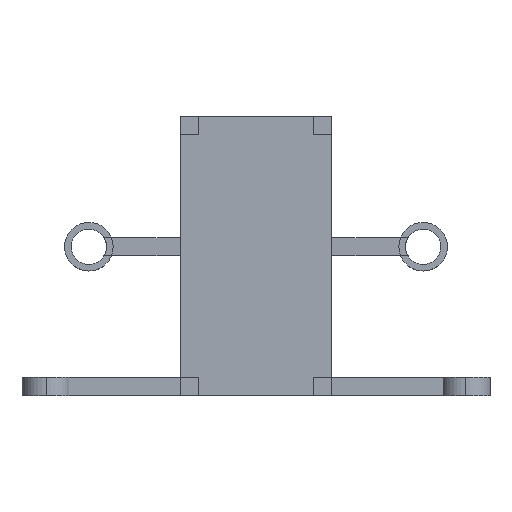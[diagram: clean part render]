
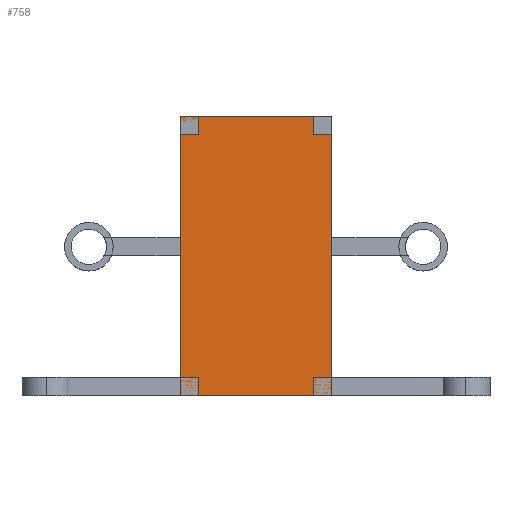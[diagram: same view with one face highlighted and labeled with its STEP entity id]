
A CAD part, top view. The second image highlights one B-rep face of the part: STEP entity #758.
In plain terms, the highlighted planar face has unit normal (0, 0, 1).
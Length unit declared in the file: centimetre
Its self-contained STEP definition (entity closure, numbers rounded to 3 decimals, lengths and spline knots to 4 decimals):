
#6 = EDGE_CURVE ( 'NONE', #2408, #1363, #623, .T. ) ;
#31 = ORIENTED_EDGE ( 'NONE', *, *, #6, .T. ) ;
#88 = ORIENTED_EDGE ( 'NONE', *, *, #397, .T. ) ;
#100 = CARTESIAN_POINT ( 'NONE',  ( 5., -0.6, 4.4 ) ) ;
#112 = LINE ( 'NONE', #315, #2071 ) ;
#133 = EDGE_CURVE ( 'NONE', #1303, #691, #112, .T. ) ;
#234 = CARTESIAN_POINT ( 'NONE',  ( 0., -0.6, 4.4 ) ) ;
#299 = DIRECTION ( 'NONE',  ( 0., 1., 0. ) ) ;
#315 = CARTESIAN_POINT ( 'NONE',  ( 5., -0.6, 4.4 ) ) ;
#380 = CARTESIAN_POINT ( 'NONE',  ( 0., -0.6, 4.4 ) ) ;
#397 = EDGE_CURVE ( 'NONE', #1363, #1303, #2687, .T. ) ;
#414 = VECTOR ( 'NONE', #1213, 100. ) ;
#418 = PLANE ( 'NONE',  #2679 ) ;
#527 = CARTESIAN_POINT ( 'NONE',  ( 5., 8.6, 4.4 ) ) ;
#623 = LINE ( 'NONE', #234, #2590 ) ;
#691 = VERTEX_POINT ( 'NONE', #527 ) ;
#758 = ADVANCED_FACE ( 'NONE', ( #2276 ), #418, .F. ) ;
#934 = EDGE_LOOP ( 'NONE', ( #31, #88, #1738, #2145 ) ) ;
#953 = CARTESIAN_POINT ( 'NONE',  ( 0., 8.6, 4.4 ) ) ;
#1213 = DIRECTION ( 'NONE',  ( -1., 0., 0. ) ) ;
#1230 = DIRECTION ( 'NONE',  ( 1., 0., 0. ) ) ;
#1250 = DIRECTION ( 'NONE',  ( -1., 0., 0. ) ) ;
#1270 = CARTESIAN_POINT ( 'NONE',  ( 0., -0.6, 4.4 ) ) ;
#1303 = VERTEX_POINT ( 'NONE', #100 ) ;
#1363 = VERTEX_POINT ( 'NONE', #1270 ) ;
#1449 = CARTESIAN_POINT ( 'NONE',  ( 0., 8.6, 4.4 ) ) ;
#1653 = CARTESIAN_POINT ( 'NONE',  ( 0., 0., 4.4 ) ) ;
#1678 = DIRECTION ( 'NONE',  ( 0., -1., 0. ) ) ;
#1738 = ORIENTED_EDGE ( 'NONE', *, *, #133, .T. ) ;
#2071 = VECTOR ( 'NONE', #299, 100. ) ;
#2145 = ORIENTED_EDGE ( 'NONE', *, *, #2550, .T. ) ;
#2276 = FACE_OUTER_BOUND ( 'NONE', #934, .T. ) ;
#2279 = LINE ( 'NONE', #1449, #414 ) ;
#2408 = VERTEX_POINT ( 'NONE', #953 ) ;
#2471 = DIRECTION ( 'NONE',  ( 0., 0., -1. ) ) ;
#2540 = VECTOR ( 'NONE', #1230, 100. ) ;
#2550 = EDGE_CURVE ( 'NONE', #691, #2408, #2279, .T. ) ;
#2590 = VECTOR ( 'NONE', #1678, 100. ) ;
#2679 = AXIS2_PLACEMENT_3D ( 'NONE', #1653, #2471, #1250 ) ;
#2687 = LINE ( 'NONE', #380, #2540 ) ;
